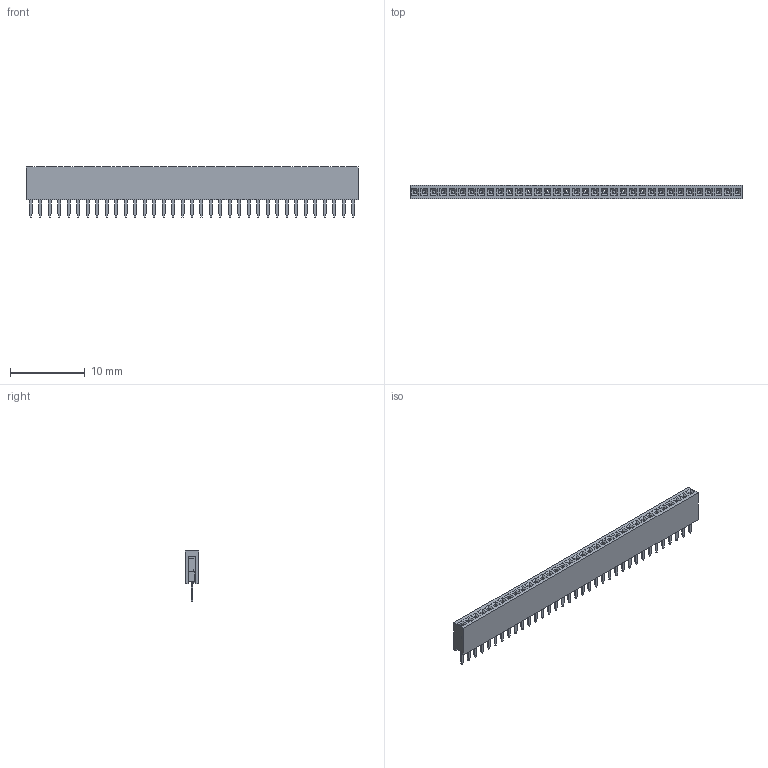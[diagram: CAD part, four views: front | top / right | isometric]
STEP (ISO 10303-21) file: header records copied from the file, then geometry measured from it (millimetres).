
FILE_DESCRIPTION(('STEP AP214'), '1');
FILE_NAME('PBS1.27', '', ('UNSPECIFIED'), ('UNSPECIFIED'), 'ASCON STEP Converter 1.6', 'ASCON Math Kernel', '');
FILE_SCHEMA(('AUTOMOTIVE_DESIGN { 1 0 10303 214 3 1 1}'));
Length unit declared in the file: millimetre
Bounding box: 44.45 x 1.8 x 6.7 mm (x, y, z)
Volume: 252.2 mm3; surface area: 1760.1 mm2
Topology: 36 solids, 36 shells, 2180 faces, 5764 edges, 3656 vertices
Faces by surface type: plane 1865, cylinder 315
Entity records: 83708 total; most frequent: CARTESIAN_POINT 11601, ORIENTED_EDGE 11528, DIRECTION 10756, EDGE_CURVE 5764, LINE 5134, VECTOR 5134, VERTEX_POINT 3656, AXIS2_PLACEMENT_3D 2811
